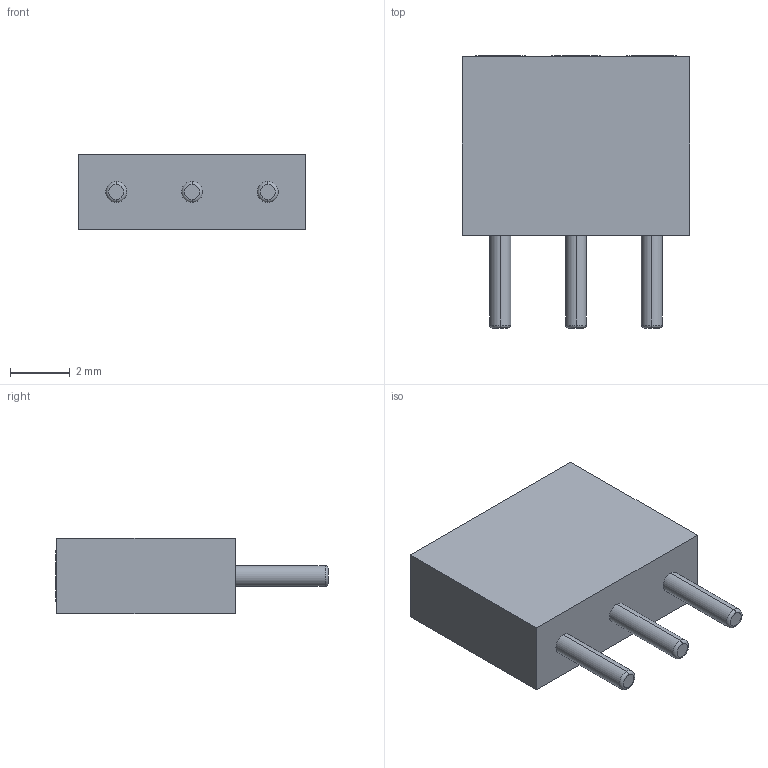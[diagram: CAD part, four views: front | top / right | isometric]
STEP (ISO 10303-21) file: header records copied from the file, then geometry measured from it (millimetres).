
FILE_DESCRIPTION (( 'STEP AP214' ), '1' );
FILE_NAME ('2A78C5A6-62CC-454F-BCBC-42BC6DAC9685.STEP', '2024-05-31T13:15:07', ( '' ), ( '' ), 'SwSTEP 2.0', 'SolidWorks 2022', '' );
FILE_SCHEMA (( 'AUTOMOTIVE_DESIGN' ));
Length unit declared in the file: millimetre
Products named in the file (1): 2A78C5A6-62CC-454F-BCBC-42BC6DAC9685
Bounding box: 7.62 x 9.12 x 2.54 mm (x, y, z)
Volume: 115.2 mm3; surface area: 203.1 mm2
Topology: 1 solids, 1 shells, 45 faces, 90 edges, 56 vertices
Faces by surface type: cylinder 18, plane 15, torus 12
Entity records: 1717 total; most frequent: DIRECTION 242, CARTESIAN_POINT 192, ORIENTED_EDGE 180, AXIS2_PLACEMENT_3D 106, EDGE_CURVE 90, CIRCLE 60, VERTEX_POINT 56, EDGE_LOOP 54
